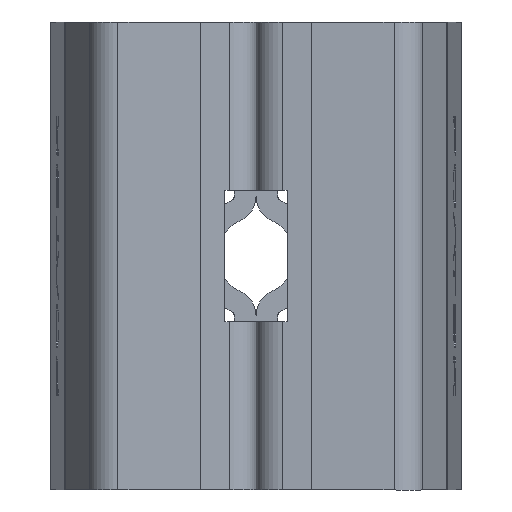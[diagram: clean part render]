
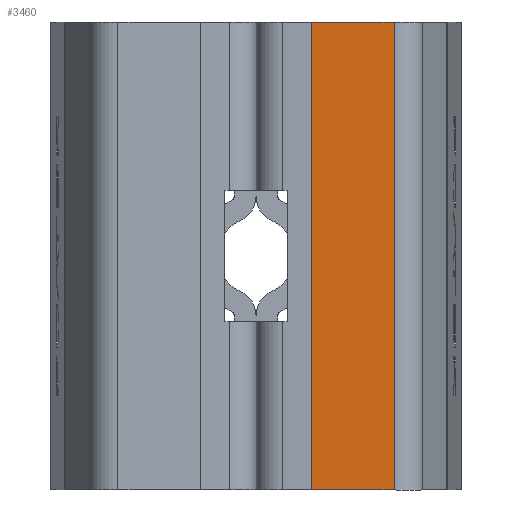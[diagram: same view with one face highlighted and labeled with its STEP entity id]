
A CAD part, front view. The second image highlights one B-rep face of the part: STEP entity #3460.
In plain terms, the highlighted planar face has unit normal (-0.052, -0.999, 0).
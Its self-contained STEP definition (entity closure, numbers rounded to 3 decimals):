
#3460=ADVANCED_FACE('',(#6416),#6418,.T.);
#6416=FACE_BOUND('',#6417,.T.);
#6417=EDGE_LOOP('',(#8599,#8600,#8601,#8602));
#6418=PLANE('',#6419);
#6419=AXIS2_PLACEMENT_3D('',#6420,#6421,#6422);
#6420=CARTESIAN_POINT('',(111.076,-97.367,0.));
#6421=DIRECTION('',(-0.052,-0.999,0.));
#6422=DIRECTION('',(0.,0.,-1.));
#8599=ORIENTED_EDGE('',*,*,#9676,.T.);
#8600=ORIENTED_EDGE('',*,*,#9711,.T.);
#8601=ORIENTED_EDGE('',*,*,#9712,.T.);
#8602=ORIENTED_EDGE('',*,*,#9713,.T.);
#9676=EDGE_CURVE('',#11362,#11363,#11364,.T.);
#9711=EDGE_CURVE('',#11363,#11418,#11419,.T.);
#9712=EDGE_CURVE('',#11418,#11420,#11421,.T.);
#9713=EDGE_CURVE('',#11420,#11362,#11422,.T.);
#11362=VERTEX_POINT('',#16799);
#11363=VERTEX_POINT('',#16800);
#11364=LINE('',#16801,#16802);
#11418=VERTEX_POINT('',#16937);
#11419=LINE('',#16938,#16939);
#11420=VERTEX_POINT('',#16941);
#11421=LINE('',#16942,#16943);
#11422=LINE('',#16945,#16946);
#16799=CARTESIAN_POINT('',(25.628,-92.889,-75.));
#16800=CARTESIAN_POINT('',(25.628,-92.889,0.));
#16801=CARTESIAN_POINT('',(25.628,-92.889,-75.));
#16802=VECTOR('',#16803,1.);
#16803=DIRECTION('',(0.,0.,1.));
#16937=CARTESIAN_POINT('',(12.389,-92.195,0.));
#16938=CARTESIAN_POINT('',(25.628,-92.889,0.));
#16939=VECTOR('',#16940,1.);
#16940=DIRECTION('',(-0.999,0.052,0.));
#16941=CARTESIAN_POINT('',(12.389,-92.195,-75.));
#16942=CARTESIAN_POINT('',(12.389,-92.195,0.));
#16943=VECTOR('',#16944,1.);
#16944=DIRECTION('',(0.,0.,-1.));
#16945=CARTESIAN_POINT('',(12.389,-92.195,-75.));
#16946=VECTOR('',#16947,1.);
#16947=DIRECTION('',(0.999,-0.052,0.));
